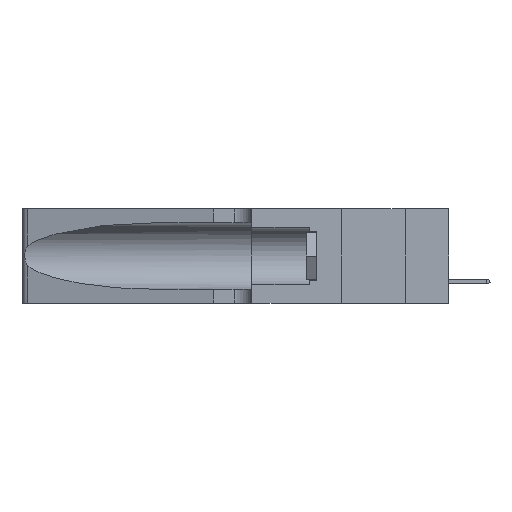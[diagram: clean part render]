
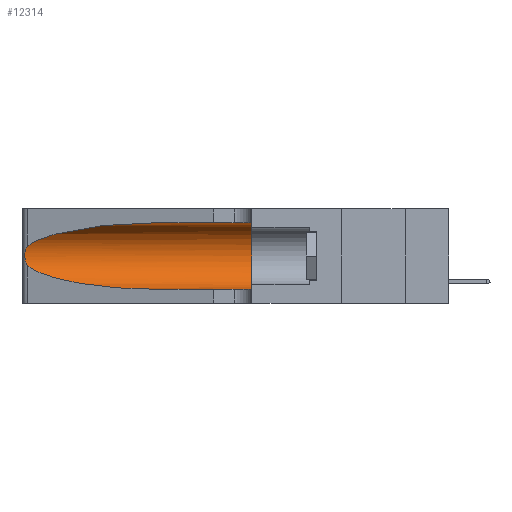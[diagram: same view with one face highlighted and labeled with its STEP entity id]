
A CAD part, left-side view. The second image highlights one B-rep face of the part: STEP entity #12314.
In plain terms, the highlighted cylindrical face has radius 3.308 mm (diameter 6.617 mm), a partial arc.
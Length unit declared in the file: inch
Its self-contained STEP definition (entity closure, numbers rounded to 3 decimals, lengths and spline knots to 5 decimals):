
#737 = LINE ( 'NONE', #13024, #20503 ) ;
#965 = CARTESIAN_POINT ( 'NONE',  ( 0.25555, 1.22994, 0.2215 ) ) ;
#979 = CARTESIAN_POINT ( 'NONE',  ( 0.1305, 0.35, 0.185 ) ) ;
#1295 = ORIENTED_EDGE ( 'NONE', *, *, #18149, .T. ) ;
#1516 = CARTESIAN_POINT ( 'NONE',  ( 0.25487, 1.22718, 0.14631 ) ) ;
#1946 = CARTESIAN_POINT ( 'NONE',  ( 0.26075, 1.23896, 0.178 ) ) ;
#4529 = CYLINDRICAL_SURFACE ( 'NONE', #7917, 0.13025 ) ;
#5380 = ORIENTED_EDGE ( 'NONE', *, *, #14670, .F. ) ;
#5555 = CARTESIAN_POINT ( 'NONE',  ( 0.26018, 1.23835, 0.19895 ) ) ;
#5923 = VERTEX_POINT ( 'NONE', #22699 ) ;
#6110 = CARTESIAN_POINT ( 'NONE',  ( 0.25789, 1.23486, 0.15765 ) ) ;
#6295 = CARTESIAN_POINT ( 'NONE',  ( 0.25639, 1.23184, 0.21858 ) ) ;
#7395 = CARTESIAN_POINT ( 'NONE',  ( 0.25487, 1.22718, 0.14631 ) ) ;
#7482 = DIRECTION ( 'NONE',  ( 0., 0., 1. ) ) ;
#7489 = VERTEX_POINT ( 'NONE', #32615 ) ;
#7653 = VERTEX_POINT ( 'NONE', #20708 ) ;
#7868 = CARTESIAN_POINT ( 'NONE',  ( 0.25487, 1.22718, 0.22369 ) ) ;
#7917 = AXIS2_PLACEMENT_3D ( 'NONE', #8678, #24266, #26349 ) ;
#8329 = VERTEX_POINT ( 'NONE', #25484 ) ;
#8678 = CARTESIAN_POINT ( 'NONE',  ( 0.1305, 1.61858, 0.185 ) ) ;
#10383 = CARTESIAN_POINT ( 'NONE',  ( 0.1305, 1.61858, 0.31525 ) ) ;
#10559 = CARTESIAN_POINT ( 'NONE',  ( 0.26075, 1.23896, 0.19203 ) ) ;
#10700 = DIRECTION ( 'NONE',  ( 0., -1., 0. ) ) ;
#11183 = DIRECTION ( 'NONE',  ( 0., -1., 0. ) ) ;
#11201 = FACE_OUTER_BOUND ( 'NONE', #20655, .T. ) ;
#11407 = VECTOR ( 'NONE', #11183, 39.37008 ) ;
#11717 =( BOUNDED_CURVE ( )  B_SPLINE_CURVE ( 3, ( #1516, #26801, #16431, #24066 ),
 .UNSPECIFIED., .F., .F. ) 
 B_SPLINE_CURVE_WITH_KNOTS ( ( 4, 4 ),
 ( 3.44316, 4.71239 ),
 .UNSPECIFIED. ) 
 CURVE ( )  GEOMETRIC_REPRESENTATION_ITEM ( )  RATIONAL_B_SPLINE_CURVE ( ( 1., 0.87, 0.87, 1. ) ) 
 REPRESENTATION_ITEM ( '' )  );
#12314 = ADVANCED_FACE ( 'NONE', ( #11201 ), #4529, .F. ) ;
#13024 = CARTESIAN_POINT ( 'NONE',  ( 0.1305, 1.61858, 0.05475 ) ) ;
#13353 = CARTESIAN_POINT ( 'NONE',  ( 0.25487, 1.22718, 0.22369 ) ) ;
#14187 =( BOUNDED_CURVE ( )  B_SPLINE_CURVE ( 3, ( #27953, #15748, #17963, #7868 ),
 .UNSPECIFIED., .F., .T. ) 
 B_SPLINE_CURVE_WITH_KNOTS ( ( 4, 4 ),
 ( 1.5708, 2.84003 ),
 .UNSPECIFIED. ) 
 CURVE ( )  GEOMETRIC_REPRESENTATION_ITEM ( )  RATIONAL_B_SPLINE_CURVE ( ( 1., 0.87, 0.87, 1. ) ) 
 REPRESENTATION_ITEM ( '' )  );
#14377 = CARTESIAN_POINT ( 'NONE',  ( 0.26017, 1.23833, 0.17102 ) ) ;
#14670 = EDGE_CURVE ( 'NONE', #15392, #5923, #25252, .T. ) ;
#14829 = CARTESIAN_POINT ( 'NONE',  ( 0.25639, 1.23186, 0.15144 ) ) ;
#15178 = ORIENTED_EDGE ( 'NONE', *, *, #28223, .T. ) ;
#15200 = ORIENTED_EDGE ( 'NONE', *, *, #23651, .T. ) ;
#15392 = VERTEX_POINT ( 'NONE', #24766 ) ;
#15569 = B_SPLINE_CURVE_WITH_KNOTS ( 'NONE', 3,
 ( #13353, #965, #6295, #23966, #21315, #5555, #10559, #1946, #14377, #22906, #6110, #14829, #20027, #7395 ),
 .UNSPECIFIED., .F., .F.,
 ( 4, 2, 2, 2, 2, 2, 4 ),
 ( 0., 0.00027, 0.00053, 0.00107, 0.0016, 0.00187, 0.00214 ),
 .UNSPECIFIED. ) ;
#15748 = CARTESIAN_POINT ( 'NONE',  ( 0.18966, 0.96281, 0.31525 ) ) ;
#16431 = CARTESIAN_POINT ( 'NONE',  ( 0.18966, 0.96281, 0.05475 ) ) ;
#17033 = CARTESIAN_POINT ( 'NONE',  ( 0.1305, 0.35, 0.05475 ) ) ;
#17963 = CARTESIAN_POINT ( 'NONE',  ( 0.2373, 1.15595, 0.28018 ) ) ;
#18149 = EDGE_CURVE ( 'NONE', #7653, #23487, #737, .T. ) ;
#18713 = DIRECTION ( 'NONE',  ( 0., 1., 0. ) ) ;
#20027 = CARTESIAN_POINT ( 'NONE',  ( 0.25555, 1.22993, 0.14849 ) ) ;
#20503 = VECTOR ( 'NONE', #10700, 39.37008 ) ;
#20655 = EDGE_LOOP ( 'NONE', ( #15200, #15178, #26658, #1295, #29631, #5380 ) ) ;
#20708 = CARTESIAN_POINT ( 'NONE',  ( 0.1305, 0.72297, 0.05475 ) ) ;
#21315 = CARTESIAN_POINT ( 'NONE',  ( 0.25854, 1.2359, 0.20912 ) ) ;
#22699 = CARTESIAN_POINT ( 'NONE',  ( 0.1305, 0.35, 0.31525 ) ) ;
#22906 = CARTESIAN_POINT ( 'NONE',  ( 0.25856, 1.23593, 0.16098 ) ) ;
#23416 = CIRCLE ( 'NONE', #29276, 0.13025 ) ;
#23487 = VERTEX_POINT ( 'NONE', #17033 ) ;
#23651 = EDGE_CURVE ( 'NONE', #15392, #7489, #14187, .T. ) ;
#23966 = CARTESIAN_POINT ( 'NONE',  ( 0.25787, 1.23484, 0.2124 ) ) ;
#24066 = CARTESIAN_POINT ( 'NONE',  ( 0.1305, 0.72297, 0.05475 ) ) ;
#24266 = DIRECTION ( 'NONE',  ( 0., -1., 0. ) ) ;
#24766 = CARTESIAN_POINT ( 'NONE',  ( 0.1305, 0.72297, 0.31525 ) ) ;
#25252 = LINE ( 'NONE', #10383, #11407 ) ;
#25484 = CARTESIAN_POINT ( 'NONE',  ( 0.25487, 1.22718, 0.14631 ) ) ;
#26072 = EDGE_CURVE ( 'NONE', #8329, #7653, #11717, .T. ) ;
#26349 = DIRECTION ( 'NONE',  ( 0., 0., -1. ) ) ;
#26658 = ORIENTED_EDGE ( 'NONE', *, *, #26072, .T. ) ;
#26801 = CARTESIAN_POINT ( 'NONE',  ( 0.2373, 1.15595, 0.08982 ) ) ;
#27953 = CARTESIAN_POINT ( 'NONE',  ( 0.1305, 0.72297, 0.31525 ) ) ;
#28223 = EDGE_CURVE ( 'NONE', #7489, #8329, #15569, .T. ) ;
#29276 = AXIS2_PLACEMENT_3D ( 'NONE', #979, #18713, #7482 ) ;
#29631 = ORIENTED_EDGE ( 'NONE', *, *, #32570, .F. ) ;
#32570 = EDGE_CURVE ( 'NONE', #5923, #23487, #23416, .T. ) ;
#32615 = CARTESIAN_POINT ( 'NONE',  ( 0.25487, 1.22718, 0.22369 ) ) ;
